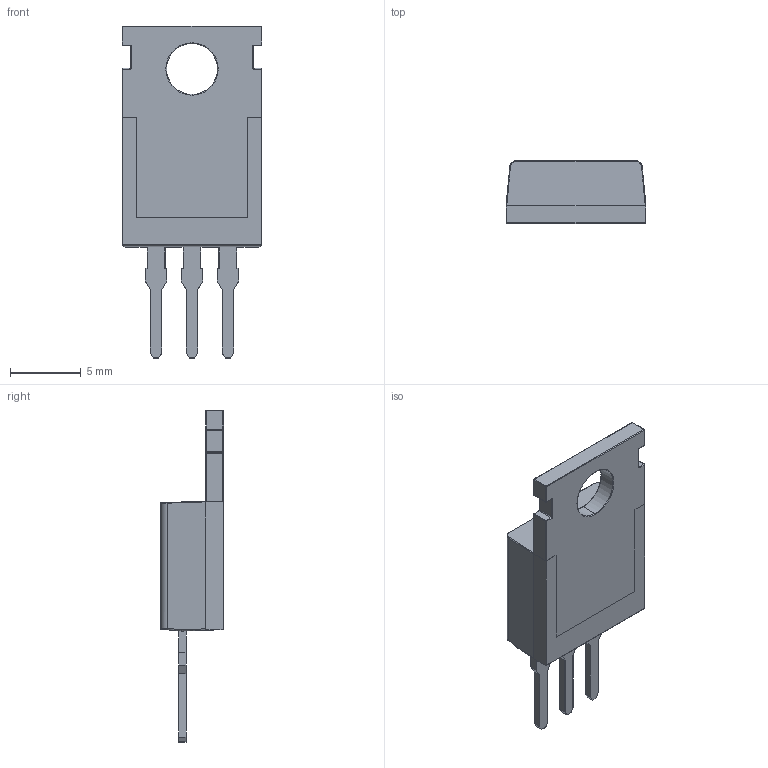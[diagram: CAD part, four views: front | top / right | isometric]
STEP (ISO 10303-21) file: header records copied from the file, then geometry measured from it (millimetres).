
FILE_DESCRIPTION (( 'STEP AP214' ), '1' );
FILE_NAME ('63C81D6B-EAF2-4135-AF31-79A818CCBD1D.STEP', '2022-09-30T19:47:42', ( '' ), ( '' ), 'SwSTEP 2.0', 'SolidWorks 2022', '' );
FILE_SCHEMA (( 'AUTOMOTIVE_DESIGN' ));
Length unit declared in the file: millimetre
Products named in the file (1): 63C81D6B-EAF2-4135-AF31-79A818CCBD1D
Bounding box: 9.9 x 4.46 x 23.49 mm (x, y, z)
Volume: 469 mm3; surface area: 716.8 mm2
Topology: 2 solids, 2 shells, 569 faces, 1391 edges, 777 vertices
Faces by surface type: plane 232, cylinder 185, sphere 75, torus 40, bspline 37
Entity records: 23995 total; most frequent: CARTESIAN_POINT 4935, DIRECTION 2693, ORIENTED_EDGE 2634, EDGE_CURVE 1317, AXIS2_PLACEMENT_3D 935, VECTOR 823, LINE 823, VERTEX_POINT 777
